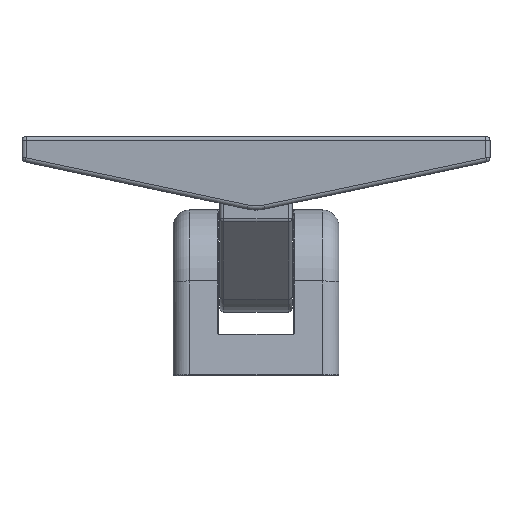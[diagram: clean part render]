
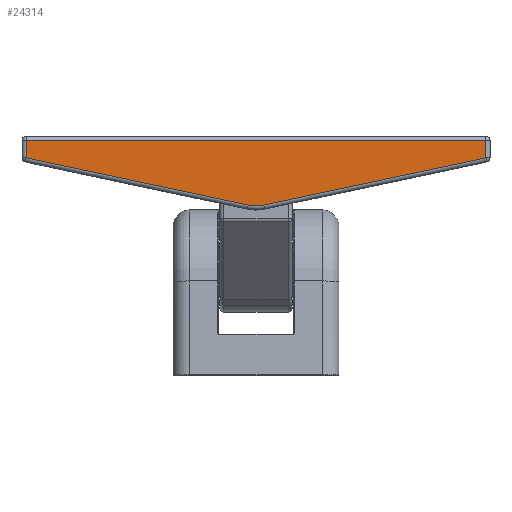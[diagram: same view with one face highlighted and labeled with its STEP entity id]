
A CAD part, left-side view. The second image highlights one B-rep face of the part: STEP entity #24314.
In plain terms, the highlighted planar face has unit normal (-1, 0, 0).
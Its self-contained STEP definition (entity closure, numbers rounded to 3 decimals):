
#125 = EDGE_CURVE ( 'NONE', #2012, #13016, #15328, .T. ) ;
#456 = ORIENTED_EDGE ( 'NONE', *, *, #18809, .F. ) ;
#1256 = EDGE_CURVE ( 'NONE', #8358, #5615, #23953, .T. ) ;
#1560 = CARTESIAN_POINT ( 'NONE',  ( -56.5, -1.166, 16.159 ) ) ;
#2012 = VERTEX_POINT ( 'NONE', #10413 ) ;
#2016 = ORIENTED_EDGE ( 'NONE', *, *, #15221, .F. ) ;
#2391 = LINE ( 'NONE', #20339, #23015 ) ;
#3750 = ORIENTED_EDGE ( 'NONE', *, *, #21616, .F. ) ;
#3751 = EDGE_CURVE ( 'NONE', #5615, #9475, #19294, .T. ) ;
#4993 = CARTESIAN_POINT ( 'NONE',  ( -56.5, 2.574, 16.159 ) ) ;
#5214 = DIRECTION ( 'NONE',  ( 0., -1., 0. ) ) ;
#5615 = VERTEX_POINT ( 'NONE', #11968 ) ;
#5630 = VECTOR ( 'NONE', #8551, 1000. ) ;
#6186 = FACE_OUTER_BOUND ( 'NONE', #11446, .T. ) ;
#6258 = CARTESIAN_POINT ( 'NONE',  ( -56.5, -55.796, 32.74 ) ) ;
#6277 = DIRECTION ( 'NONE',  ( 1., 0., 0. ) ) ;
#6343 = PLANE ( 'NONE',  #8798 ) ;
#6733 = DIRECTION ( 'NONE',  ( 0., 0.978, -0.208 ) ) ;
#8358 = VERTEX_POINT ( 'NONE', #20330 ) ;
#8551 = DIRECTION ( 'NONE',  ( 0., 0., -1. ) ) ;
#8798 = AXIS2_PLACEMENT_3D ( 'NONE', #6258, #10091, #23181 ) ;
#8887 = AXIS2_PLACEMENT_3D ( 'NONE', #11813, #6277, #23376 ) ;
#9434 = VECTOR ( 'NONE', #20208, 1000. ) ;
#9475 = VERTEX_POINT ( 'NONE', #1560 ) ;
#10091 = DIRECTION ( 'NONE',  ( 1., 0., 0. ) ) ;
#10413 = CARTESIAN_POINT ( 'NONE',  ( -56.5, 2.574, 16.159 ) ) ;
#11446 = EDGE_LOOP ( 'NONE', ( #19684, #2016, #456, #23757, #3750, #23225 ) ) ;
#11766 = VECTOR ( 'NONE', #12469, 1000. ) ;
#11813 = CARTESIAN_POINT ( 'NONE',  ( -56.5, 0.704, 24.963 ) ) ;
#11968 = CARTESIAN_POINT ( 'NONE',  ( -56.5, -54.796, 27.55 ) ) ;
#12469 = DIRECTION ( 'NONE',  ( 0., 0.978, 0.208 ) ) ;
#13016 = VERTEX_POINT ( 'NONE', #16298 ) ;
#13234 = LINE ( 'NONE', #21734, #9434 ) ;
#15221 = EDGE_CURVE ( 'NONE', #23584, #8358, #2391, .T. ) ;
#15328 = LINE ( 'NONE', #4993, #11766 ) ;
#15977 = CIRCLE ( 'NONE', #8887, 9. ) ;
#16298 = CARTESIAN_POINT ( 'NONE',  ( -56.5, 56.204, 27.55 ) ) ;
#16700 = CARTESIAN_POINT ( 'NONE',  ( -56.5, 56.204, 31.74 ) ) ;
#18007 = VECTOR ( 'NONE', #6733, 1000. ) ;
#18809 = EDGE_CURVE ( 'NONE', #13016, #23584, #13234, .T. ) ;
#19294 = LINE ( 'NONE', #19728, #18007 ) ;
#19684 = ORIENTED_EDGE ( 'NONE', *, *, #1256, .F. ) ;
#19728 = CARTESIAN_POINT ( 'NONE',  ( -56.5, -54.796, 27.55 ) ) ;
#19858 = CARTESIAN_POINT ( 'NONE',  ( -56.5, -54.796, 32.74 ) ) ;
#20208 = DIRECTION ( 'NONE',  ( 0., 0., 1. ) ) ;
#20330 = CARTESIAN_POINT ( 'NONE',  ( -56.5, -54.796, 31.74 ) ) ;
#20339 = CARTESIAN_POINT ( 'NONE',  ( -56.5, 0.704, 31.74 ) ) ;
#21616 = EDGE_CURVE ( 'NONE', #9475, #2012, #15977, .T. ) ;
#21734 = CARTESIAN_POINT ( 'NONE',  ( -56.5, 56.204, 32.74 ) ) ;
#23015 = VECTOR ( 'NONE', #5214, 1000. ) ;
#23181 = DIRECTION ( 'NONE',  ( 0., 1., 0. ) ) ;
#23225 = ORIENTED_EDGE ( 'NONE', *, *, #3751, .F. ) ;
#23376 = DIRECTION ( 'NONE',  ( 0., 1., 0. ) ) ;
#23584 = VERTEX_POINT ( 'NONE', #16700 ) ;
#23757 = ORIENTED_EDGE ( 'NONE', *, *, #125, .F. ) ;
#23953 = LINE ( 'NONE', #19858, #5630 ) ;
#24314 = ADVANCED_FACE ( 'NONE', ( #6186 ), #6343, .F. ) ;
